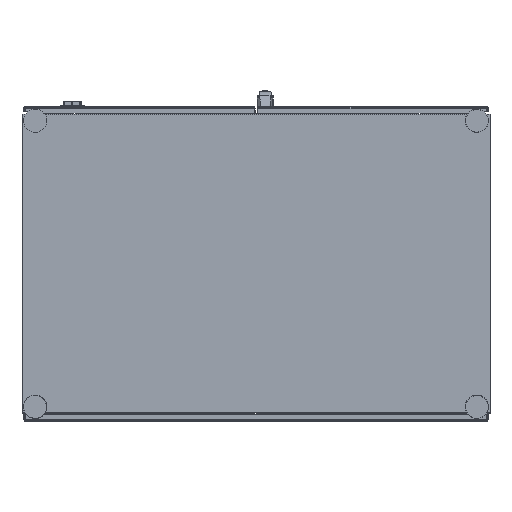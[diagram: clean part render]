
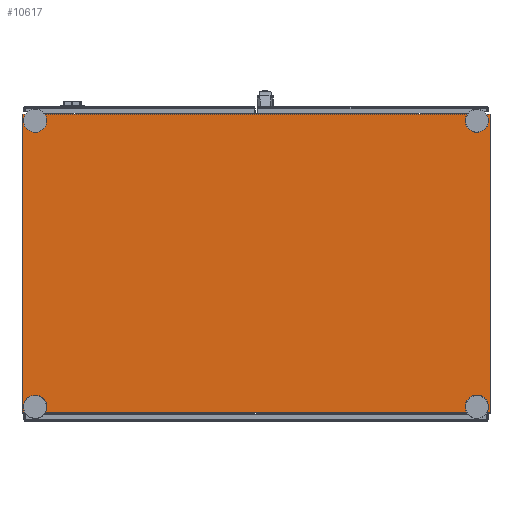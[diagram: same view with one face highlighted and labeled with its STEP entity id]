
A CAD part, front view. The second image highlights one B-rep face of the part: STEP entity #10617.
In plain terms, the highlighted planar face has unit normal (0, -1, 0).
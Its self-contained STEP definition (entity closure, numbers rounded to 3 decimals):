
#200 = EDGE_CURVE ( 'NONE', #21547, #21547, #41095, .T. ) ;
#434 = AXIS2_PLACEMENT_3D ( 'NONE', #25459, #36880, #44459 ) ;
#1641 = EDGE_CURVE ( 'NONE', #22697, #32750, #40273, .T. ) ;
#2248 = VERTEX_POINT ( 'NONE', #36108 ) ;
#3297 = AXIS2_PLACEMENT_3D ( 'NONE', #49121, #48603, #37667 ) ;
#3650 = CARTESIAN_POINT ( 'NONE',  ( -567.5, -809., -367.555 ) ) ;
#4662 = VERTEX_POINT ( 'NONE', #28889 ) ;
#5486 = CARTESIAN_POINT ( 'NONE',  ( -567.5, -809., 361.445 ) ) ;
#5574 = VERTEX_POINT ( 'NONE', #20964 ) ;
#6986 = ORIENTED_EDGE ( 'NONE', *, *, #28832, .F. ) ;
#7391 = VERTEX_POINT ( 'NONE', #35912 ) ;
#7939 = AXIS2_PLACEMENT_3D ( 'NONE', #3650, #37734, #14288 ) ;
#8386 = EDGE_LOOP ( 'NONE', ( #26951 ) ) ;
#8426 = VECTOR ( 'NONE', #17832, 1000. ) ;
#8856 = DIRECTION ( 'NONE',  ( 0., 0., -1. ) ) ;
#9435 = ORIENTED_EDGE ( 'NONE', *, *, #10678, .F. ) ;
#10617 = ADVANCED_FACE ( 'NONE', ( #40407, #48300, #13693, #47792, #29266 ), #40159, .F. ) ;
#10678 = EDGE_CURVE ( 'NONE', #17566, #22697, #18462, .T. ) ;
#10875 = DIRECTION ( 'NONE',  ( -1., 0., 0. ) ) ;
#11108 = DIRECTION ( 'NONE',  ( 0., 1., 0. ) ) ;
#11762 = AXIS2_PLACEMENT_3D ( 'NONE', #47235, #19928, #8856 ) ;
#13693 = FACE_BOUND ( 'NONE', #8386, .T. ) ;
#14288 = DIRECTION ( 'NONE',  ( -1., 0., 0. ) ) ;
#14596 = CARTESIAN_POINT ( 'NONE',  ( -601., -809., 383.695 ) ) ;
#14915 = VECTOR ( 'NONE', #46777, 1000. ) ;
#14933 = CARTESIAN_POINT ( 'NONE',  ( -601., -809., -381.805 ) ) ;
#15145 = ORIENTED_EDGE ( 'NONE', *, *, #200, .T. ) ;
#15486 = CARTESIAN_POINT ( 'NONE',  ( -601., -809., 383.695 ) ) ;
#16590 = VECTOR ( 'NONE', #30096, 1000. ) ;
#17240 = VECTOR ( 'NONE', #10875, 1000. ) ;
#17566 = VERTEX_POINT ( 'NONE', #45867 ) ;
#17832 = DIRECTION ( 'NONE',  ( -1., 0., 0. ) ) ;
#17956 = LINE ( 'NONE', #33339, #17240 ) ;
#18462 = LINE ( 'NONE', #14933, #19814 ) ;
#19814 = VECTOR ( 'NONE', #30034, 1000. ) ;
#19928 = DIRECTION ( 'NONE',  ( 0., -1., 0. ) ) ;
#19968 = LINE ( 'NONE', #15486, #14915 ) ;
#20738 = EDGE_LOOP ( 'NONE', ( #47379 ) ) ;
#20964 = CARTESIAN_POINT ( 'NONE',  ( 561.5, -809., -367.555 ) ) ;
#21547 = VERTEX_POINT ( 'NONE', #36738 ) ;
#22001 = CARTESIAN_POINT ( 'NONE',  ( 601., -809., 383.695 ) ) ;
#22164 = CARTESIAN_POINT ( 'NONE',  ( 567.5, -809., -367.555 ) ) ;
#22697 = VERTEX_POINT ( 'NONE', #25773 ) ;
#25229 = CARTESIAN_POINT ( 'NONE',  ( -601., -809., 383.695 ) ) ;
#25459 = CARTESIAN_POINT ( 'NONE',  ( 584., -809., 383.695 ) ) ;
#25773 = CARTESIAN_POINT ( 'NONE',  ( -584., -809., -381.805 ) ) ;
#26882 = ORIENTED_EDGE ( 'NONE', *, *, #47961, .F. ) ;
#26951 = ORIENTED_EDGE ( 'NONE', *, *, #38397, .F. ) ;
#27664 = AXIS2_PLACEMENT_3D ( 'NONE', #22164, #11108, #29766 ) ;
#28184 = EDGE_LOOP ( 'NONE', ( #39653, #26882, #43962, #28711, #9435, #6986 ) ) ;
#28330 = LINE ( 'NONE', #22001, #16590 ) ;
#28711 = ORIENTED_EDGE ( 'NONE', *, *, #1641, .F. ) ;
#28832 = EDGE_CURVE ( 'NONE', #4662, #17566, #17956, .T. ) ;
#28889 = CARTESIAN_POINT ( 'NONE',  ( 601., -809., -381.805 ) ) ;
#29266 = FACE_BOUND ( 'NONE', #32704, .T. ) ;
#29766 = DIRECTION ( 'NONE',  ( -1., 0., 0. ) ) ;
#30034 = DIRECTION ( 'NONE',  ( -1., 0., 0. ) ) ;
#30096 = DIRECTION ( 'NONE',  ( 0., 0., 1. ) ) ;
#32704 = EDGE_LOOP ( 'NONE', ( #15145 ) ) ;
#32750 = VERTEX_POINT ( 'NONE', #49129 ) ;
#32889 = CIRCLE ( 'NONE', #7939, 6. ) ;
#32954 = CARTESIAN_POINT ( 'NONE',  ( -584., -809., -381.805 ) ) ;
#33339 = CARTESIAN_POINT ( 'NONE',  ( 584., -809., -381.805 ) ) ;
#33510 = CIRCLE ( 'NONE', #11762, 6. ) ;
#35688 = VECTOR ( 'NONE', #41322, 1000. ) ;
#35912 = CARTESIAN_POINT ( 'NONE',  ( 601., -809., 383.695 ) ) ;
#36108 = CARTESIAN_POINT ( 'NONE',  ( -573.5, -809., -367.555 ) ) ;
#36738 = CARTESIAN_POINT ( 'NONE',  ( 561.5, -809., 367.445 ) ) ;
#36880 = DIRECTION ( 'NONE',  ( 0., 1., 0. ) ) ;
#37065 = EDGE_CURVE ( 'NONE', #32750, #42925, #19968, .T. ) ;
#37166 = EDGE_CURVE ( 'NONE', #5574, #5574, #42205, .T. ) ;
#37667 = DIRECTION ( 'NONE',  ( -1., 0., 0. ) ) ;
#37734 = DIRECTION ( 'NONE',  ( 0., 1., 0. ) ) ;
#37968 = EDGE_CURVE ( 'NONE', #4662, #7391, #28330, .T. ) ;
#38397 = EDGE_CURVE ( 'NONE', #43655, #43655, #33510, .T. ) ;
#39402 = EDGE_LOOP ( 'NONE', ( #40699 ) ) ;
#39653 = ORIENTED_EDGE ( 'NONE', *, *, #37968, .T. ) ;
#40159 = PLANE ( 'NONE',  #434 ) ;
#40273 = LINE ( 'NONE', #32954, #8426 ) ;
#40407 = FACE_OUTER_BOUND ( 'NONE', #28184, .T. ) ;
#40699 = ORIENTED_EDGE ( 'NONE', *, *, #43980, .T. ) ;
#41095 = CIRCLE ( 'NONE', #3297, 6. ) ;
#41322 = DIRECTION ( 'NONE',  ( 1., 0., 0. ) ) ;
#42205 = CIRCLE ( 'NONE', #27664, 6. ) ;
#42925 = VERTEX_POINT ( 'NONE', #25229 ) ;
#43655 = VERTEX_POINT ( 'NONE', #5486 ) ;
#43962 = ORIENTED_EDGE ( 'NONE', *, *, #37065, .F. ) ;
#43980 = EDGE_CURVE ( 'NONE', #2248, #2248, #32889, .T. ) ;
#44459 = DIRECTION ( 'NONE',  ( -1., 0., 0. ) ) ;
#45373 = LINE ( 'NONE', #14596, #35688 ) ;
#45867 = CARTESIAN_POINT ( 'NONE',  ( 584., -809., -381.805 ) ) ;
#46777 = DIRECTION ( 'NONE',  ( 0., 0., 1. ) ) ;
#47235 = CARTESIAN_POINT ( 'NONE',  ( -567.5, -809., 367.445 ) ) ;
#47379 = ORIENTED_EDGE ( 'NONE', *, *, #37166, .T. ) ;
#47792 = FACE_BOUND ( 'NONE', #20738, .T. ) ;
#47961 = EDGE_CURVE ( 'NONE', #42925, #7391, #45373, .T. ) ;
#48300 = FACE_BOUND ( 'NONE', #39402, .T. ) ;
#48603 = DIRECTION ( 'NONE',  ( 0., 1., 0. ) ) ;
#49121 = CARTESIAN_POINT ( 'NONE',  ( 567.5, -809., 367.445 ) ) ;
#49129 = CARTESIAN_POINT ( 'NONE',  ( -601., -809., -381.805 ) ) ;
